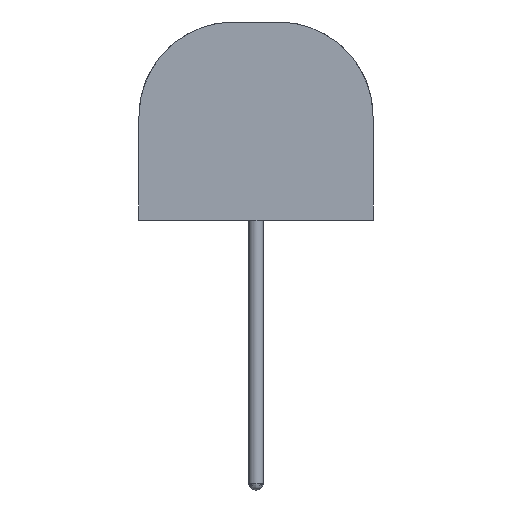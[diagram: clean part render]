
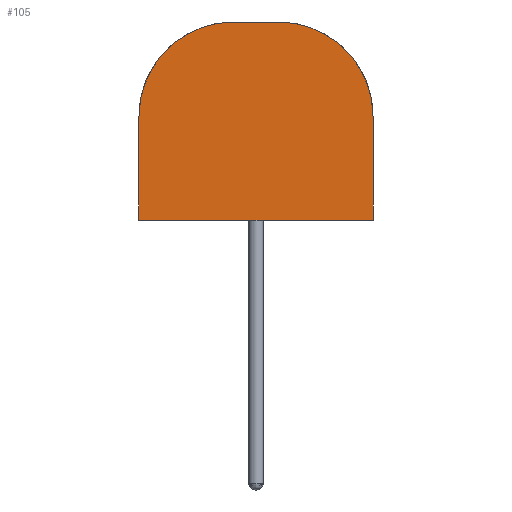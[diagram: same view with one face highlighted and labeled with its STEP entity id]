
A CAD part, left-side view. The second image highlights one B-rep face of the part: STEP entity #105.
In plain terms, the highlighted planar face has unit normal (-1, 0, 0).
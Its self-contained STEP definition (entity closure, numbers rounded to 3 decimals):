
#21 = EDGE_CURVE('',#22,#24,#26,.T.);
#22 = VERTEX_POINT('',#23);
#23 = CARTESIAN_POINT('',(-2.645,-6.5,0.1));
#24 = VERTEX_POINT('',#25);
#25 = CARTESIAN_POINT('',(-2.645,-6.5,5.85));
#26 = LINE('',#27,#28);
#27 = CARTESIAN_POINT('',(-2.645,-6.5,0.1));
#28 = VECTOR('',#29,1.);
#29 = DIRECTION('',(0.,0.,1.));
#105 = ADVANCED_FACE('',(#106),#149,.T.);
#106 = FACE_BOUND('',#107,.T.);
#107 = EDGE_LOOP('',(#108,#118,#124,#125,#134,#142));
#108 = ORIENTED_EDGE('',*,*,#109,.F.);
#109 = EDGE_CURVE('',#110,#112,#114,.T.);
#110 = VERTEX_POINT('',#111);
#111 = CARTESIAN_POINT('',(-2.645,6.5,0.1));
#112 = VERTEX_POINT('',#113);
#113 = CARTESIAN_POINT('',(-2.645,6.5,5.85));
#114 = LINE('',#115,#116);
#115 = CARTESIAN_POINT('',(-2.645,6.5,0.1));
#116 = VECTOR('',#117,1.);
#117 = DIRECTION('',(0.,0.,1.));
#118 = ORIENTED_EDGE('',*,*,#119,.T.);
#119 = EDGE_CURVE('',#110,#22,#120,.T.);
#120 = LINE('',#121,#122);
#121 = CARTESIAN_POINT('',(-2.645,6.5,0.1));
#122 = VECTOR('',#123,1.);
#123 = DIRECTION('',(0.,-1.,0.));
#124 = ORIENTED_EDGE('',*,*,#21,.T.);
#125 = ORIENTED_EDGE('',*,*,#126,.F.);
#126 = EDGE_CURVE('',#127,#24,#129,.T.);
#127 = VERTEX_POINT('',#128);
#128 = CARTESIAN_POINT('',(-2.645,-1.25,11.1));
#129 = CIRCLE('',#130,5.25);
#130 = AXIS2_PLACEMENT_3D('',#131,#132,#133);
#131 = CARTESIAN_POINT('',(-2.645,-1.25,5.85));
#132 = DIRECTION('',(1.,0.,0.));
#133 = DIRECTION('',(0.,1.,0.));
#134 = ORIENTED_EDGE('',*,*,#135,.T.);
#135 = EDGE_CURVE('',#127,#136,#138,.T.);
#136 = VERTEX_POINT('',#137);
#137 = CARTESIAN_POINT('',(-2.645,1.25,11.1));
#138 = LINE('',#139,#140);
#139 = CARTESIAN_POINT('',(-2.645,-1.25,11.1));
#140 = VECTOR('',#141,1.);
#141 = DIRECTION('',(0.,1.,0.));
#142 = ORIENTED_EDGE('',*,*,#143,.F.);
#143 = EDGE_CURVE('',#112,#136,#144,.T.);
#144 = CIRCLE('',#145,5.25);
#145 = AXIS2_PLACEMENT_3D('',#146,#147,#148);
#146 = CARTESIAN_POINT('',(-2.645,1.25,5.85));
#147 = DIRECTION('',(1.,0.,0.));
#148 = DIRECTION('',(0.,1.,0.));
#149 = PLANE('',#150);
#150 = AXIS2_PLACEMENT_3D('',#151,#152,#153);
#151 = CARTESIAN_POINT('',(-2.645,0.,4.893));
#152 = DIRECTION('',(-1.,0.,0.));
#153 = DIRECTION('',(0.,0.,-1.));
